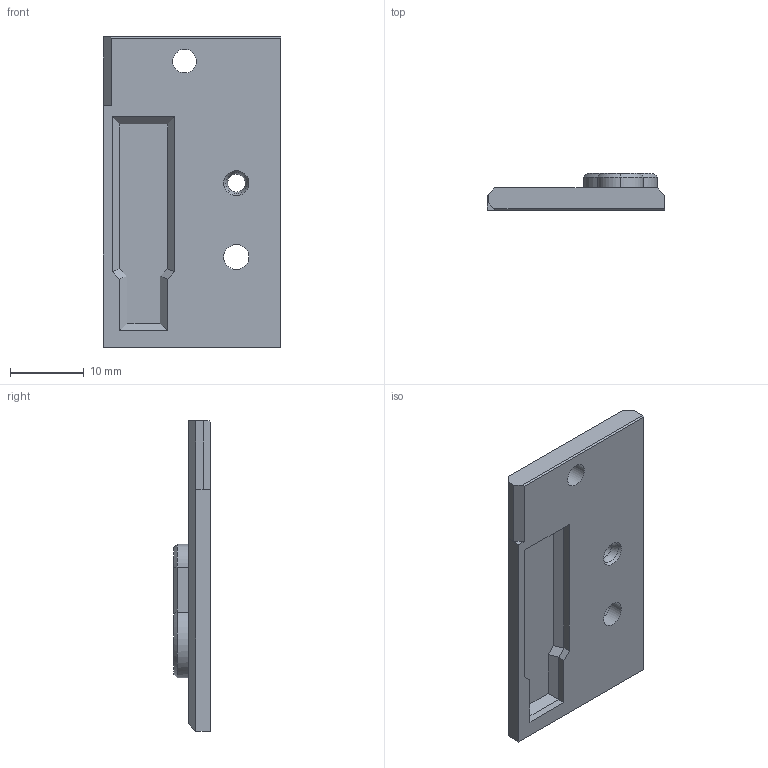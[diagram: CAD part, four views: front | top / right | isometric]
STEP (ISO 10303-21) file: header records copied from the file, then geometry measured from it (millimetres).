
FILE_DESCRIPTION(('HOOPS Exchange Step'),'2;1');
FILE_NAME('temp_export.step','2020-08-05T10:24:52-07:00',('mobile'),('Shapr3D Limited'),'HOOPS Exchange 2018.1','Shapr3D','Authorized');
FILE_SCHEMA( ('AP203_CONFIGURATION_CONTROLLED_3D_DESIGN_OF_MECHANICAL_PARTS_AND_ASSEMBLIES_MIM_LF') );
Length unit declared in the file: millimetre
Products named in the file (1): Sensor cover prusa
Bounding box: 24 x 5 x 42 mm (x, y, z)
Volume: 2630.9 mm3; surface area: 2620.1 mm2
Topology: 1 solids, 1 shells, 50 faces, 127 edges, 81 vertices
Faces by surface type: plane 37, cylinder 7, cone 5, torus 1
Full cylindrical faces by diameter (mm): 2.4 x1, 3.2 x1, 3.4 x1, 6 x1
Entity records: 1532 total; most frequent: CARTESIAN_POINT 265, DIRECTION 258, ORIENTED_EDGE 254, EDGE_CURVE 127, VECTOR 94, LINE 94, AXIS2_PLACEMENT_3D 82, VERTEX_POINT 81
